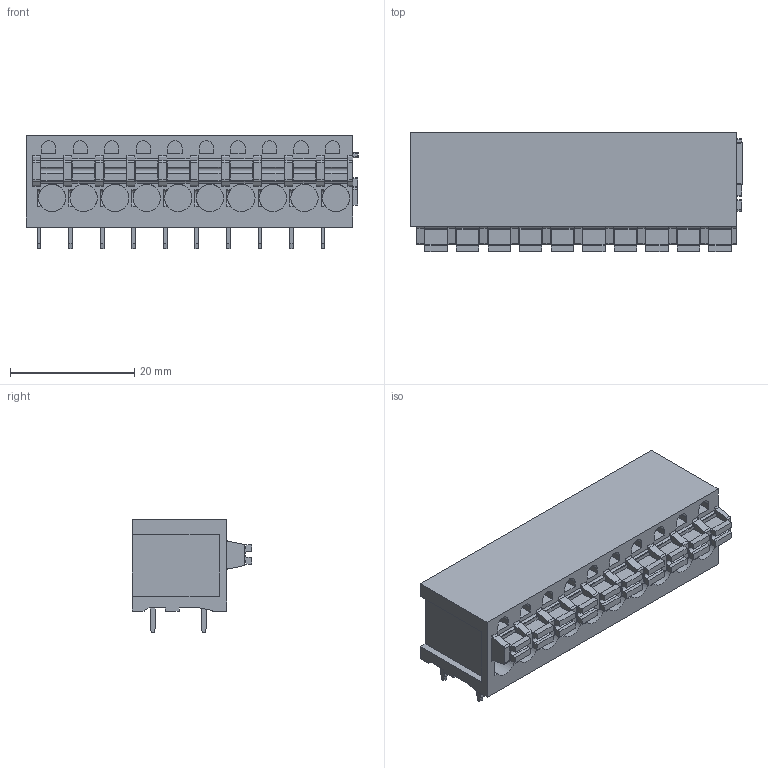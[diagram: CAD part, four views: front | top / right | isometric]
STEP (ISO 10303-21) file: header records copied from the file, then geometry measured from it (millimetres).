
FILE_DESCRIPTION(('CATIA V5 STEP Exchange','CAx-IF Rec.Pracs.--- Model Styling and Organization---1.2---2011-12-15'),'2;1');
FILE_NAME ('D1451105_0_1330800000_1330800000.stp','2018-09-07T11:04:00+00:00',('none'),('Weidmueller'),'CATIA Version 5-6 Release 2014','CATIA V5 STEP AP214','none');
FILE_SCHEMA(('AUTOMOTIVE_DESIGN { 1 0 10303 214 1 1 1 1 }'));
Length unit declared in the file: millimetre
Products named in the file (1): 1330800000
Bounding box: 53.45 x 19.2 x 18.3 mm (x, y, z)
Volume: 10955.5 mm3; surface area: 6593.1 mm2
Topology: 31 solids, 31 shells, 702 faces, 1851 edges, 1234 vertices
Faces by surface type: plane 543, cylinder 159
Entity records: 19641 total; most frequent: ORIENTED_EDGE 3702, CARTESIAN_POINT 3572, DIRECTION 2573, EDGE_CURVE 1851, VECTOR 1503, LINE 1503, VERTEX_POINT 1234, EDGE_LOOP 725
